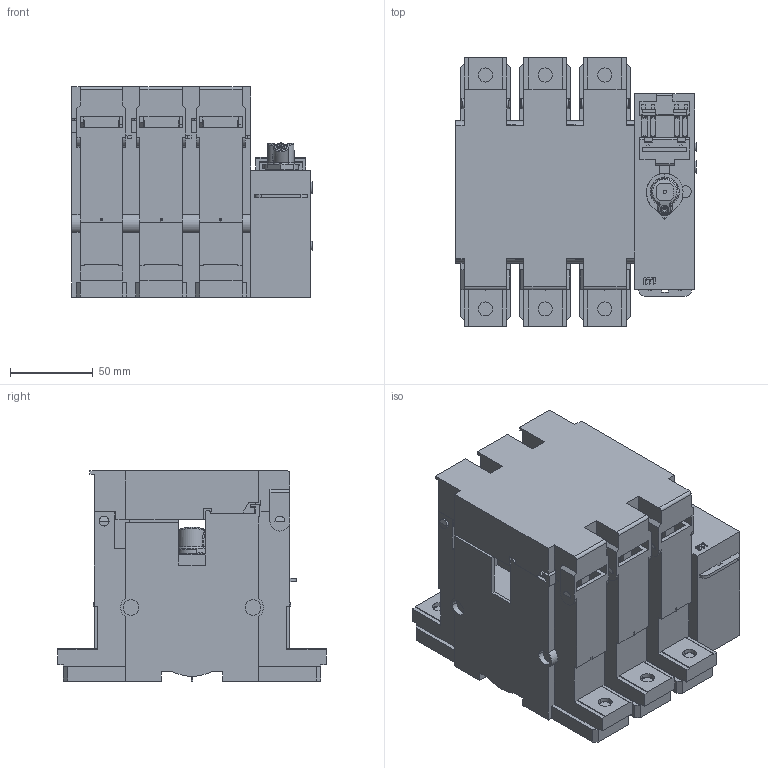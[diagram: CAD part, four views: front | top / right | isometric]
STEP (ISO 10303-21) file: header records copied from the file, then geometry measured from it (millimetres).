
FILE_DESCRIPTION((''),'2;1');
FILE_NAME('FLBS_125_3P','2017-10-25T',('luka.skrinjar'),('Audax d.o.o.'),'CREO PARAMETRIC BY PTC INC, 2016050','CREO PARAMETRIC BY PTC INC, 2016050','');
FILE_SCHEMA(('AUTOMOTIVE_DESIGN { 1 0 10303 214 1 1 1 1 }'));
Length unit declared in the file: millimetre
Products named in the file (1): FLBS_125_3P
Bounding box: 145.2 x 162 x 126.8 mm (x, y, z)
Volume: 1180512.9 mm3; surface area: 227003.2 mm2
Topology: 1 solids, 12 shells, 1014 faces, 2896 edges, 1918 vertices
Faces by surface type: plane 829, cylinder 138, extrusion 29, bspline 10, cone 8
Entity records: 48958 total; most frequent: CARTESIAN_POINT 7941, ORIENTED_EDGE 5792, DIRECTION 5034, PRESENTATION_STYLE_ASSIGNMENT 3695, STYLED_ITEM 2897, CURVE_STYLE 2896, EDGE_CURVE 2896, VECTOR 2502
